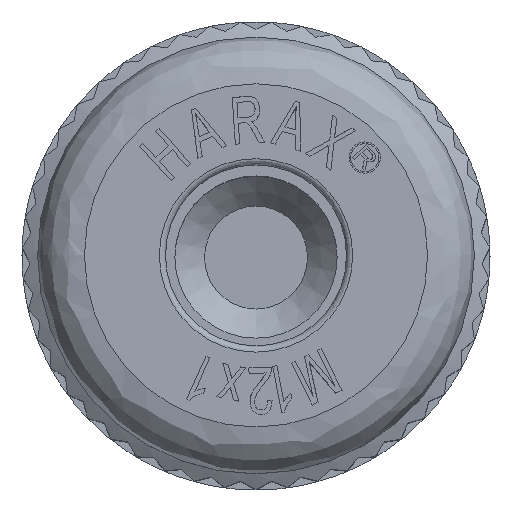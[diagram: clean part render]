
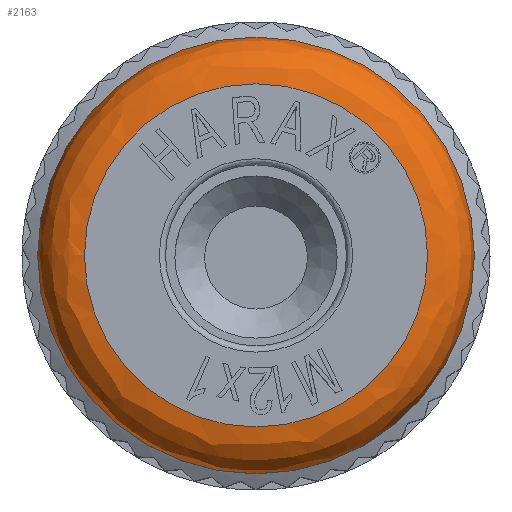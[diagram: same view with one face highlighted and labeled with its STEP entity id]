
A CAD part, top view. The second image highlights one B-rep face of the part: STEP entity #2163.
In plain terms, the highlighted free-form (B-spline) face has degree [2, 2] with [5, 7] control points.
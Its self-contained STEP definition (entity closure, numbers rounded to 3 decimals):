
#43=(
BOUNDED_SURFACE()
B_SPLINE_SURFACE(2,2,((#16526,#16527,#16528,#16529,#16530,#16531,#16532),
(#16533,#16534,#16535,#16536,#16537,#16538,#16539),(#16540,#16541,#16542,
#16543,#16544,#16545,#16546),(#16547,#16548,#16549,#16550,#16551,#16552,
#16553),(#16554,#16555,#16556,#16557,#16558,#16559,#16560)),
 .UNSPECIFIED.,.F.,.T.,.F.)
B_SPLINE_SURFACE_WITH_KNOTS((3,2,3),(1,2,2,2,2,1),(0.,0.5,1.),(-0.333,
0.,0.333,0.667,1.,1.333),
 .UNSPECIFIED.)
GEOMETRIC_REPRESENTATION_ITEM()
RATIONAL_B_SPLINE_SURFACE(((1.,0.5,1.,0.5,1.,0.5,1.),(0.854,
0.427,0.854,0.427,0.854,
0.427,0.854),(0.854,0.427,
0.854,0.427,0.854,0.427,
0.854),(0.854,0.427,0.854,
0.427,0.854,0.427,0.854),
(1.,0.5,1.,0.5,1.,0.5,1.)))
REPRESENTATION_ITEM('')
SURFACE()
);
#1644=FACE_BOUND('',#3540,.T.);
#1645=FACE_BOUND('',#3541,.T.);
#1835=CIRCLE('',#10613,5.5);
#1846=CIRCLE('',#10630,7.);
#2163=ADVANCED_FACE('',(#1644,#1645),#43,.T.);
#3540=EDGE_LOOP('',(#5614));
#3541=EDGE_LOOP('',(#5615));
#5614=ORIENTED_EDGE('',*,*,#8604,.F.);
#5615=ORIENTED_EDGE('',*,*,#8496,.F.);
#7508=VERTEX_POINT('',#15842);
#7613=VERTEX_POINT('',#16524);
#8496=EDGE_CURVE('',#7508,#7508,#1835,.T.);
#8604=EDGE_CURVE('',#7613,#7613,#1846,.T.);
#10613=AXIS2_PLACEMENT_3D('',#15841,#11830,#11831);
#10630=AXIS2_PLACEMENT_3D('',#16523,#11870,#11871);
#11830=DIRECTION('',(0.,0.,1.));
#11831=DIRECTION('',(-1.,0.,0.));
#11870=DIRECTION('',(0.,0.,-1.));
#11871=DIRECTION('',(-1.,0.,0.));
#15841=CARTESIAN_POINT('',(17.915,7.77,12.5));
#15842=CARTESIAN_POINT('',(12.415,7.77,12.5));
#16523=CARTESIAN_POINT('',(17.915,7.77,11.));
#16524=CARTESIAN_POINT('',(10.915,7.77,11.));
#16526=CARTESIAN_POINT('',(10.915,7.77,11.));
#16527=CARTESIAN_POINT('',(10.915,19.895,11.));
#16528=CARTESIAN_POINT('',(21.415,13.832,11.));
#16529=CARTESIAN_POINT('',(31.915,7.77,11.));
#16530=CARTESIAN_POINT('',(21.415,1.708,11.));
#16531=CARTESIAN_POINT('',(10.915,-4.354,11.));
#16532=CARTESIAN_POINT('',(10.915,7.77,11.));
#16533=CARTESIAN_POINT('',(10.915,7.77,11.621));
#16534=CARTESIAN_POINT('',(10.915,19.895,11.621));
#16535=CARTESIAN_POINT('',(21.415,13.832,11.621));
#16536=CARTESIAN_POINT('',(31.915,7.77,11.621));
#16537=CARTESIAN_POINT('',(21.415,1.708,11.621));
#16538=CARTESIAN_POINT('',(10.915,-4.354,11.621));
#16539=CARTESIAN_POINT('',(10.915,7.77,11.621));
#16540=CARTESIAN_POINT('',(11.355,7.77,12.061));
#16541=CARTESIAN_POINT('',(11.355,19.134,12.061));
#16542=CARTESIAN_POINT('',(21.196,13.452,12.061));
#16543=CARTESIAN_POINT('',(31.037,7.77,12.061));
#16544=CARTESIAN_POINT('',(21.196,2.089,12.061));
#16545=CARTESIAN_POINT('',(11.355,-3.593,12.061));
#16546=CARTESIAN_POINT('',(11.355,7.77,12.061));
#16547=CARTESIAN_POINT('',(11.794,7.77,12.5));
#16548=CARTESIAN_POINT('',(11.794,18.373,12.5));
#16549=CARTESIAN_POINT('',(20.976,13.071,12.5));
#16550=CARTESIAN_POINT('',(30.158,7.77,12.5));
#16551=CARTESIAN_POINT('',(20.976,2.469,12.5));
#16552=CARTESIAN_POINT('',(11.794,-2.832,12.5));
#16553=CARTESIAN_POINT('',(11.794,7.77,12.5));
#16554=CARTESIAN_POINT('',(12.415,7.77,12.5));
#16555=CARTESIAN_POINT('',(12.415,17.296,12.5));
#16556=CARTESIAN_POINT('',(20.665,12.533,12.5));
#16557=CARTESIAN_POINT('',(28.915,7.77,12.5));
#16558=CARTESIAN_POINT('',(20.665,3.007,12.5));
#16559=CARTESIAN_POINT('',(12.415,-1.756,12.5));
#16560=CARTESIAN_POINT('',(12.415,7.77,12.5));
